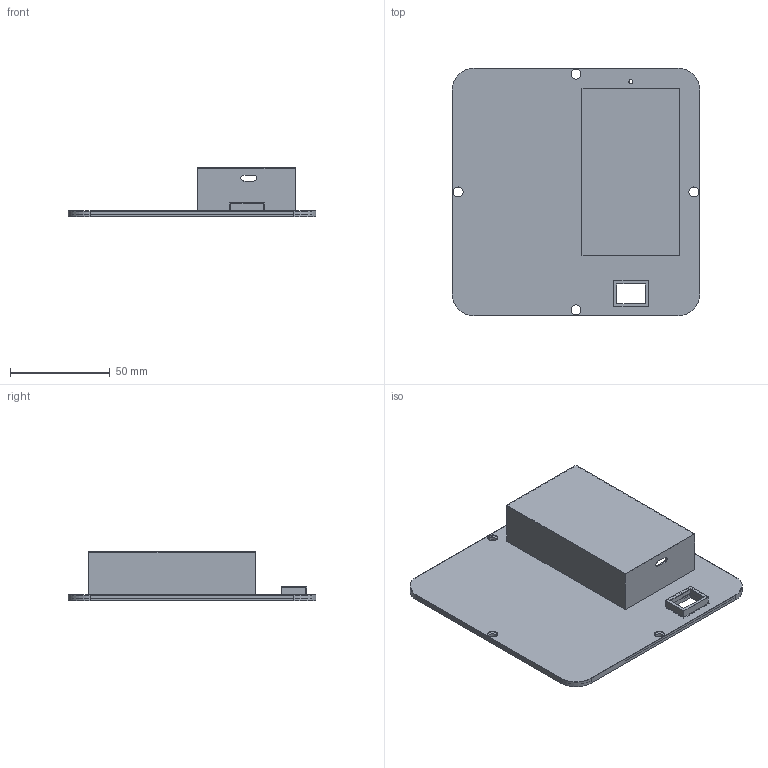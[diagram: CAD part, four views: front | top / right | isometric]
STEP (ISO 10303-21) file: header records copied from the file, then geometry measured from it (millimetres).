
FILE_DESCRIPTION(/* description */ (''),/* implementation_level */ '2;1');
FILE_NAME(/* name */ 'Base.step',/* time_stamp */ '2025-07-12T20:42:28+05:30',/* author */ (''),/* organization */ (''),/* preprocessor_version */ 'ST-DEVELOPER v20.1',/* originating_system */ 'Autodesk Translation Framework v14.10.0.0',/* authorisation */ '');
FILE_SCHEMA (('AUTOMOTIVE_DESIGN { 1 0 10303 214 3 1 1 }'));
Length unit declared in the file: millimetre
Products named in the file (2): Enclosure final; Base 
Assembly tree (1 placements, depth 2):
  Enclosure final
    Base 
Bounding box: 124 x 124 x 25 mm (x, y, z)
Volume: 27367.7 mm3; surface area: 74868.2 mm2
Topology: 2 solids, 3 shells, 86 faces, 222 edges, 148 vertices
Faces by surface type: plane 64, cylinder 22
Full cylindrical faces by diameter (mm): 2 x2, 5 x8
Entity records: 2727 total; most frequent: CARTESIAN_POINT 459, ORIENTED_EDGE 444, DIRECTION 444, EDGE_CURVE 222, LINE 178, VECTOR 178, VERTEX_POINT 148, AXIS2_PLACEMENT_3D 133
